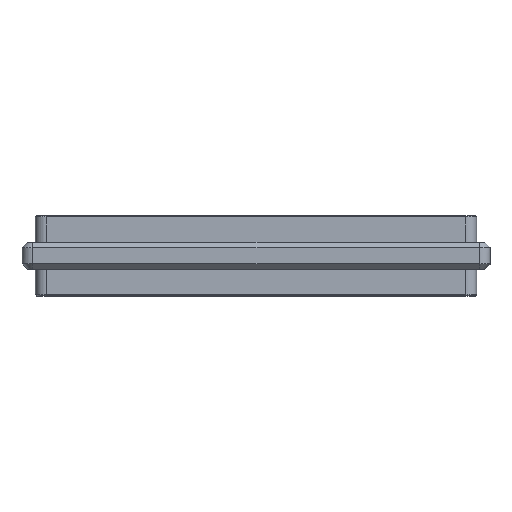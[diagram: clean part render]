
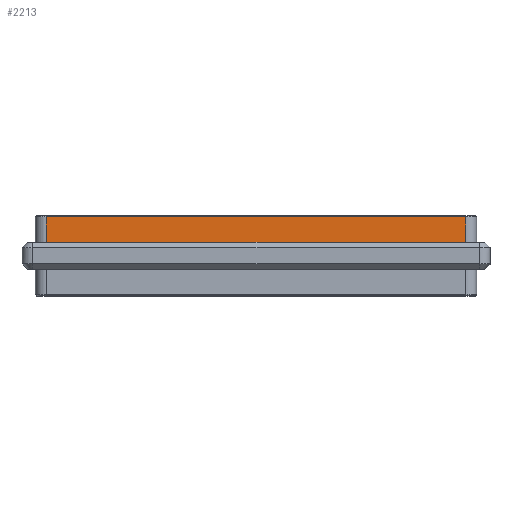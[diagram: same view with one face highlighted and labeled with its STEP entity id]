
A CAD part, top view. The second image highlights one B-rep face of the part: STEP entity #2213.
In plain terms, the highlighted free-form (B-spline) face has degree [1, 1] with [2, 2] control points.
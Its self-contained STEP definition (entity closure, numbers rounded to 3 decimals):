
#2065 = VERTEX_POINT('',#2066);
#2066 = CARTESIAN_POINT('',(115.772,-6.974,
    50.912));
#2072 = EDGE_CURVE('',#2073,#2065,#2075,.T.);
#2073 = VERTEX_POINT('',#2074);
#2074 = CARTESIAN_POINT('',(6.277,-6.974,
    50.912));
#2075 = B_SPLINE_CURVE_WITH_KNOTS('',1,(#2076,#2077),.UNSPECIFIED.,.F.,
  .F.,(2,2),(2.54,102.235),.PIECEWISE_BEZIER_KNOTS.);
#2076 = CARTESIAN_POINT('',(6.277,-6.974,
    50.912));
#2077 = CARTESIAN_POINT('',(115.772,-6.974,
    50.912));
#2213 = ADVANCED_FACE('',(#2214),#2236,.T.);
#2214 = FACE_BOUND('',#2215,.T.);
#2215 = EDGE_LOOP('',(#2216,#2223,#2230,#2235));
#2216 = ORIENTED_EDGE('',*,*,#2217,.T.);
#2217 = EDGE_CURVE('',#2065,#2218,#2220,.T.);
#2218 = VERTEX_POINT('',#2219);
#2219 = CARTESIAN_POINT('',(115.772,-0.279,
    50.912));
#2220 = B_SPLINE_CURVE_WITH_KNOTS('',1,(#2221,#2222),.UNSPECIFIED.,.F.,
  .F.,(2,2),(0.,6.096),.PIECEWISE_BEZIER_KNOTS.);
#2221 = CARTESIAN_POINT('',(115.772,-6.974,
    50.912));
#2222 = CARTESIAN_POINT('',(115.772,-0.279,
    50.912));
#2223 = ORIENTED_EDGE('',*,*,#2224,.T.);
#2224 = EDGE_CURVE('',#2218,#2225,#2227,.T.);
#2225 = VERTEX_POINT('',#2226);
#2226 = CARTESIAN_POINT('',(6.277,-0.279,
    50.912));
#2227 = B_SPLINE_CURVE_WITH_KNOTS('',1,(#2228,#2229),.UNSPECIFIED.,.F.,
  .F.,(2,2),(-102.235,-2.54),.PIECEWISE_BEZIER_KNOTS.);
#2228 = CARTESIAN_POINT('',(115.772,-0.279,
    50.912));
#2229 = CARTESIAN_POINT('',(6.277,-0.279,
    50.912));
#2230 = ORIENTED_EDGE('',*,*,#2231,.T.);
#2231 = EDGE_CURVE('',#2225,#2073,#2232,.T.);
#2232 = B_SPLINE_CURVE_WITH_KNOTS('',1,(#2233,#2234),.UNSPECIFIED.,.F.,
  .F.,(2,2),(-6.096,0.),.PIECEWISE_BEZIER_KNOTS.);
#2233 = CARTESIAN_POINT('',(6.277,-0.279,
    50.912));
#2234 = CARTESIAN_POINT('',(6.277,-6.974,
    50.912));
#2235 = ORIENTED_EDGE('',*,*,#2072,.T.);
#2236 = B_SPLINE_SURFACE_WITH_KNOTS('',1,1,(
    (#2237,#2238)
    ,(#2239,#2240
  )),.UNSPECIFIED.,.F.,.F.,.F.,(2,2),(2,2),(2.54,102.235),(0.,6.096),
  .PIECEWISE_BEZIER_KNOTS.);
#2237 = CARTESIAN_POINT('',(6.277,-6.974,
    50.912));
#2238 = CARTESIAN_POINT('',(6.277,-0.279,
    50.912));
#2239 = CARTESIAN_POINT('',(115.772,-6.974,
    50.912));
#2240 = CARTESIAN_POINT('',(115.772,-0.279,
    50.912));
